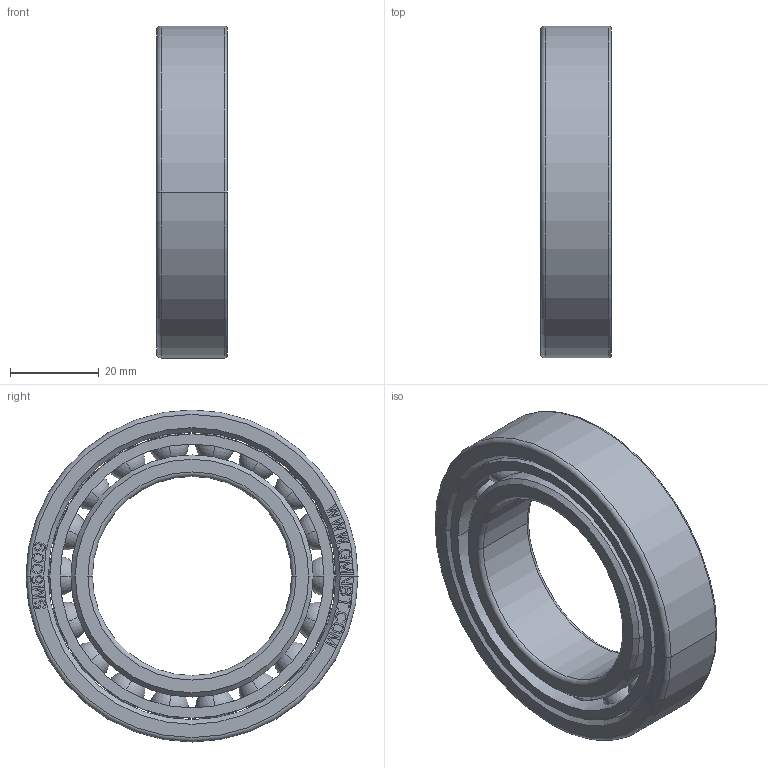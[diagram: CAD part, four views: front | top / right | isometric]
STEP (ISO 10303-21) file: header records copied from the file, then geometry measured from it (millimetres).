
FILE_DESCRIPTION((''),'2;1');
FILE_NAME('SM6009_PRT','2014-03-19T',('sales 4'),(''),'PRO/ENGINEER BY PARAMETRIC TECHNOLOGY CORPORATION, 2013150','PRO/ENGINEER BY PARAMETRIC TECHNOLOGY CORPORATION, 2013150','');
FILE_SCHEMA(('AUTOMOTIVE_DESIGN { 1 0 10303 214 1 1 1 1 }'));
Length unit declared in the file: millimetre
Products named in the file (1): SM6009_PRT
Bounding box: 16.01 x 75 x 75 mm (x, y, z)
Volume: 34782 mm3; surface area: 24892.9 mm2
Topology: 3 solids, 3 shells, 745 faces, 2083 edges, 1330 vertices
Faces by surface type: plane 565, cylinder 86, sphere 72, torus 12, cone 10
Entity records: 39337 total; most frequent: CARTESIAN_POINT 14290, ORIENTED_EDGE 4022, DIRECTION 3561, PRESENTATION_STYLE_ASSIGNMENT 2043, STYLED_ITEM 2014, CURVE_STYLE 2011, EDGE_CURVE 2011, VECTOR 1663
